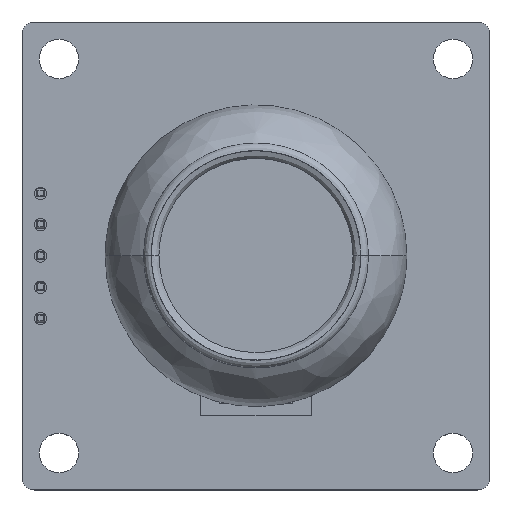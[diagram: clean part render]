
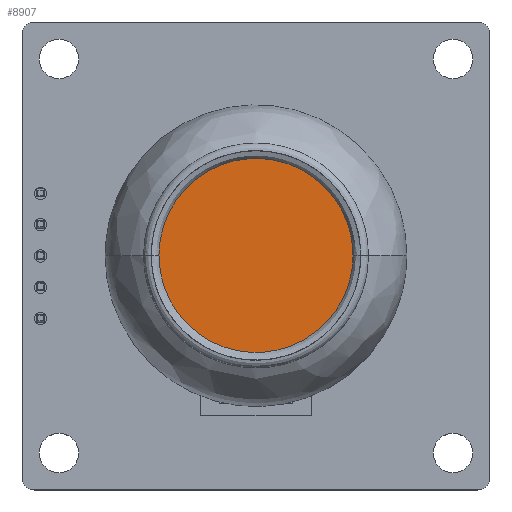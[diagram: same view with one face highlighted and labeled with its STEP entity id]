
A CAD part, top view. The second image highlights one B-rep face of the part: STEP entity #8907.
In plain terms, the highlighted free-form (B-spline) face has degree [1, 1] with [2, 2] control points.
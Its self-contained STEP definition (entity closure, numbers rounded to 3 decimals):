
#8108 = ( BOUNDED_SURFACE() B_SPLINE_SURFACE(2,2,(
    (#8109,#8110,#8111)
    ,(#8112,#8113,#8114)
    ,(#8115,#8116,#8117)
    ,(#8118,#8119,#8120)
    ,(#8121,#8122,#8123
)),.UNSPECIFIED.,.F.,.F.,.F.) B_SPLINE_SURFACE_WITH_KNOTS((3,2,3),(3,3),
  (0.,1.571,3.142),(1.571,2.947),
.PIECEWISE_BEZIER_KNOTS.) GEOMETRIC_REPRESENTATION_ITEM() 
RATIONAL_B_SPLINE_SURFACE((
    (1.,0.773,1.)
    ,(0.707,0.546,0.707)
    ,(1.,0.773,1.)
    ,(0.707,0.546,0.707)
,(1.,0.773,1.))) REPRESENTATION_ITEM('') SURFACE() );
#8109 = CARTESIAN_POINT('',(8.49,0.,25.));
#8110 = CARTESIAN_POINT('',(7.98,0.,25.));
#8111 = CARTESIAN_POINT('',(7.882,0.,24.5));
#8112 = CARTESIAN_POINT('',(8.49,8.49,25.));
#8113 = CARTESIAN_POINT('',(7.98,7.98,25.));
#8114 = CARTESIAN_POINT('',(7.882,7.882,24.5));
#8115 = CARTESIAN_POINT('',(0.,8.49,25.));
#8116 = CARTESIAN_POINT('',(0.,7.98,25.));
#8117 = CARTESIAN_POINT('',(0.,7.882,24.5));
#8118 = CARTESIAN_POINT('',(-8.49,8.49,25.));
#8119 = CARTESIAN_POINT('',(-7.98,7.98,25.));
#8120 = CARTESIAN_POINT('',(-7.882,7.882,24.5));
#8121 = CARTESIAN_POINT('',(-8.49,0.,25.));
#8122 = CARTESIAN_POINT('',(-7.98,0.,25.));
#8123 = CARTESIAN_POINT('',(-7.882,0.,24.5));
#8143 = VERTEX_POINT('',#8144);
#8144 = CARTESIAN_POINT('',(-7.882,0.,24.5));
#8158 = ( BOUNDED_SURFACE() B_SPLINE_SURFACE(2,2,(
    (#8159,#8160,#8161)
    ,(#8162,#8163,#8164)
    ,(#8165,#8166,#8167)
    ,(#8168,#8169,#8170)
    ,(#8171,#8172,#8173
)),.UNSPECIFIED.,.F.,.F.,.F.) B_SPLINE_SURFACE_WITH_KNOTS((3,2,3),(3,3),
  (3.142,4.712,6.283),(1.571,
    2.947),.PIECEWISE_BEZIER_KNOTS.) 
GEOMETRIC_REPRESENTATION_ITEM() RATIONAL_B_SPLINE_SURFACE((
    (1.,0.773,1.)
    ,(0.707,0.546,0.707)
    ,(1.,0.773,1.)
    ,(0.707,0.546,0.707)
,(1.,0.773,1.))) REPRESENTATION_ITEM('') SURFACE() );
#8159 = CARTESIAN_POINT('',(-8.49,0.,25.));
#8160 = CARTESIAN_POINT('',(-7.98,0.,25.));
#8161 = CARTESIAN_POINT('',(-7.882,0.,24.5));
#8162 = CARTESIAN_POINT('',(-8.49,-8.49,25.));
#8163 = CARTESIAN_POINT('',(-7.98,-7.98,25.));
#8164 = CARTESIAN_POINT('',(-7.882,-7.882,24.5));
#8165 = CARTESIAN_POINT('',(0.,-8.49,25.));
#8166 = CARTESIAN_POINT('',(0.,-7.98,25.));
#8167 = CARTESIAN_POINT('',(0.,-7.882,24.5));
#8168 = CARTESIAN_POINT('',(8.49,-8.49,25.));
#8169 = CARTESIAN_POINT('',(7.98,-7.98,25.));
#8170 = CARTESIAN_POINT('',(7.882,-7.882,24.5));
#8171 = CARTESIAN_POINT('',(8.49,0.,25.));
#8172 = CARTESIAN_POINT('',(7.98,0.,25.));
#8173 = CARTESIAN_POINT('',(7.882,0.,24.5));
#8181 = EDGE_CURVE('',#8182,#8143,#8184,.T.);
#8182 = VERTEX_POINT('',#8183);
#8183 = CARTESIAN_POINT('',(7.882,0.,24.5));
#8184 = SURFACE_CURVE('',#8185,(#8191,#8200),.PCURVE_S1.);
#8185 = ( BOUNDED_CURVE() B_SPLINE_CURVE(2,(#8186,#8187,#8188,#8189,
#8190),.UNSPECIFIED.,.F.,.F.) B_SPLINE_CURVE_WITH_KNOTS((3,2,3),(0.,
1.571,3.142),.PIECEWISE_BEZIER_KNOTS.) CURVE() 
GEOMETRIC_REPRESENTATION_ITEM() RATIONAL_B_SPLINE_CURVE((1.,
0.707,1.,0.707,1.)) REPRESENTATION_ITEM('') );
#8186 = CARTESIAN_POINT('',(7.882,0.,24.5));
#8187 = CARTESIAN_POINT('',(7.882,7.882,24.5));
#8188 = CARTESIAN_POINT('',(0.,7.882,24.5));
#8189 = CARTESIAN_POINT('',(-7.882,7.882,24.5));
#8190 = CARTESIAN_POINT('',(-7.882,0.,24.5));
#8191 = PCURVE('',#8108,#8192);
#8192 = DEFINITIONAL_REPRESENTATION('',(#8193),#8199);
#8193 = B_SPLINE_CURVE_WITH_KNOTS('',2,(#8194,#8195,#8196,#8197,#8198),
  .UNSPECIFIED.,.F.,.F.,(3,2,3),(0.,1.571,3.142),
  .PIECEWISE_BEZIER_KNOTS.);
#8194 = CARTESIAN_POINT('',(0.,2.947));
#8195 = CARTESIAN_POINT('',(0.785,2.947));
#8196 = CARTESIAN_POINT('',(1.571,2.947));
#8197 = CARTESIAN_POINT('',(2.356,2.947));
#8198 = CARTESIAN_POINT('',(3.142,2.947));
#8199 = ( GEOMETRIC_REPRESENTATION_CONTEXT(2) 
PARAMETRIC_REPRESENTATION_CONTEXT() REPRESENTATION_CONTEXT('2D SPACE',''
  ) );
#8200 = PCURVE('',#8201,#8206);
#8201 = B_SPLINE_SURFACE_WITH_KNOTS('',1,1,(
    (#8202,#8203)
    ,(#8204,#8205
    )),.UNSPECIFIED.,.F.,.F.,.F.,(2,2),(2,2),(-7.882,
    7.882),(-7.882,7.882),
  .PIECEWISE_BEZIER_KNOTS.);
#8202 = CARTESIAN_POINT('',(-7.882,-7.882,24.5));
#8203 = CARTESIAN_POINT('',(-7.882,7.882,24.5));
#8204 = CARTESIAN_POINT('',(7.882,-7.882,24.5));
#8205 = CARTESIAN_POINT('',(7.882,7.882,24.5));
#8206 = DEFINITIONAL_REPRESENTATION('',(#8207),#8213);
#8207 = ( BOUNDED_CURVE() B_SPLINE_CURVE(2,(#8208,#8209,#8210,#8211,
#8212),.UNSPECIFIED.,.F.,.F.) B_SPLINE_CURVE_WITH_KNOTS((3,2,3),(0.,
1.571,3.142),.PIECEWISE_BEZIER_KNOTS.) CURVE() 
GEOMETRIC_REPRESENTATION_ITEM() RATIONAL_B_SPLINE_CURVE((1.,
0.707,1.,0.707,1.)) REPRESENTATION_ITEM('') );
#8208 = CARTESIAN_POINT('',(7.882,0.));
#8209 = CARTESIAN_POINT('',(7.882,7.882));
#8210 = CARTESIAN_POINT('',(0.,7.882));
#8211 = CARTESIAN_POINT('',(-7.882,7.882));
#8212 = CARTESIAN_POINT('',(-7.882,0.));
#8213 = ( GEOMETRIC_REPRESENTATION_CONTEXT(2) 
PARAMETRIC_REPRESENTATION_CONTEXT() REPRESENTATION_CONTEXT('2D SPACE',''
  ) );
#8907 = ADVANCED_FACE('',(#8908),#8201,.T.);
#8908 = FACE_BOUND('',#8909,.T.);
#8909 = EDGE_LOOP('',(#8910,#8911));
#8910 = ORIENTED_EDGE('',*,*,#8181,.T.);
#8911 = ORIENTED_EDGE('',*,*,#8912,.T.);
#8912 = EDGE_CURVE('',#8143,#8182,#8913,.T.);
#8913 = SURFACE_CURVE('',#8914,(#8920,#8929),.PCURVE_S1.);
#8914 = ( BOUNDED_CURVE() B_SPLINE_CURVE(2,(#8915,#8916,#8917,#8918,
#8919),.UNSPECIFIED.,.F.,.F.) B_SPLINE_CURVE_WITH_KNOTS((3,2,3),(
    3.142,4.712,6.283),
.PIECEWISE_BEZIER_KNOTS.) CURVE() GEOMETRIC_REPRESENTATION_ITEM() 
RATIONAL_B_SPLINE_CURVE((1.,0.707,1.,0.707,1.)) 
REPRESENTATION_ITEM('') );
#8915 = CARTESIAN_POINT('',(-7.882,0.,24.5));
#8916 = CARTESIAN_POINT('',(-7.882,-7.882,24.5));
#8917 = CARTESIAN_POINT('',(0.,-7.882,24.5));
#8918 = CARTESIAN_POINT('',(7.882,-7.882,24.5));
#8919 = CARTESIAN_POINT('',(7.882,0.,24.5));
#8920 = PCURVE('',#8201,#8921);
#8921 = DEFINITIONAL_REPRESENTATION('',(#8922),#8928);
#8922 = ( BOUNDED_CURVE() B_SPLINE_CURVE(2,(#8923,#8924,#8925,#8926,
#8927),.UNSPECIFIED.,.F.,.F.) B_SPLINE_CURVE_WITH_KNOTS((3,2,3),(
    3.142,4.712,6.283),
.PIECEWISE_BEZIER_KNOTS.) CURVE() GEOMETRIC_REPRESENTATION_ITEM() 
RATIONAL_B_SPLINE_CURVE((1.,0.707,1.,0.707,1.)) 
REPRESENTATION_ITEM('') );
#8923 = CARTESIAN_POINT('',(-7.882,0.));
#8924 = CARTESIAN_POINT('',(-7.882,-7.882));
#8925 = CARTESIAN_POINT('',(0.,-7.882));
#8926 = CARTESIAN_POINT('',(7.882,-7.882));
#8927 = CARTESIAN_POINT('',(7.882,0.));
#8928 = ( GEOMETRIC_REPRESENTATION_CONTEXT(2) 
PARAMETRIC_REPRESENTATION_CONTEXT() REPRESENTATION_CONTEXT('2D SPACE',''
  ) );
#8929 = PCURVE('',#8158,#8930);
#8930 = DEFINITIONAL_REPRESENTATION('',(#8931),#8937);
#8931 = B_SPLINE_CURVE_WITH_KNOTS('',2,(#8932,#8933,#8934,#8935,#8936),
  .UNSPECIFIED.,.F.,.F.,(3,2,3),(3.142,4.712,
    6.283),.PIECEWISE_BEZIER_KNOTS.);
#8932 = CARTESIAN_POINT('',(3.142,2.947));
#8933 = CARTESIAN_POINT('',(3.927,2.947));
#8934 = CARTESIAN_POINT('',(4.712,2.947));
#8935 = CARTESIAN_POINT('',(5.498,2.947));
#8936 = CARTESIAN_POINT('',(6.283,2.947));
#8937 = ( GEOMETRIC_REPRESENTATION_CONTEXT(2) 
PARAMETRIC_REPRESENTATION_CONTEXT() REPRESENTATION_CONTEXT('2D SPACE',''
  ) );
